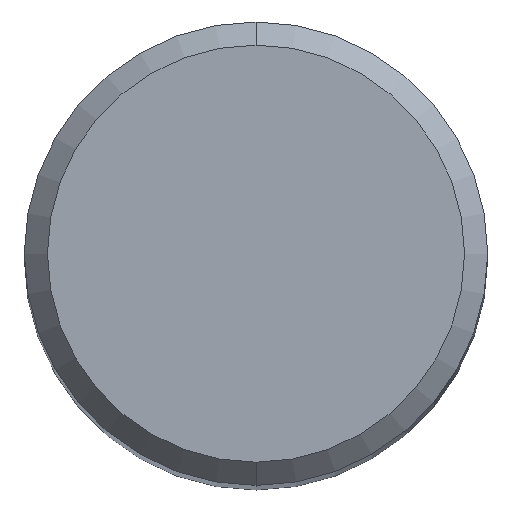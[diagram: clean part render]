
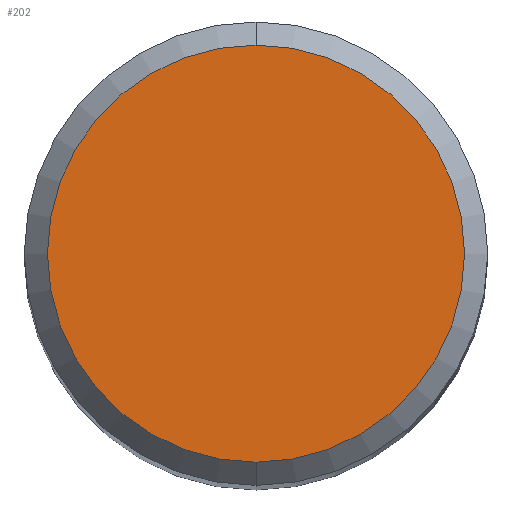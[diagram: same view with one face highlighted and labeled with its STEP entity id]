
A CAD part, top view. The second image highlights one B-rep face of the part: STEP entity #202.
In plain terms, the highlighted planar face has unit normal (0, 0, 1).
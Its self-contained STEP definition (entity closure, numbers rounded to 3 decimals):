
#202=ADVANCED_FACE('',(#507),#508,.T.);
#262=EDGE_CURVE('',#416,#436,#573,.T.);
#394=EDGE_CURVE('',#436,#416,#720,.T.);
#416=VERTEX_POINT('',#743);
#436=VERTEX_POINT('',#766);
#507=FACE_OUTER_BOUND('',#867,.T.);
#508=PLANE('',#868);
#573=CIRCLE('',#1025,4.5);
#720=CIRCLE('',#1351,4.5);
#743=CARTESIAN_POINT('',(0.0,4.5,0.0));
#766=CARTESIAN_POINT('',(0.,-4.5,0.0));
#867=EDGE_LOOP('',(#1506,#1507));
#868=AXIS2_PLACEMENT_3D('',#1508,#1509,#1510);
#1025=AXIS2_PLACEMENT_3D('',#1576,#1577,#1578);
#1351=AXIS2_PLACEMENT_3D('',#1754,#1755,#1756);
#1506=ORIENTED_EDGE('',*,*,#262,.F.);
#1507=ORIENTED_EDGE('',*,*,#394,.F.);
#1508=CARTESIAN_POINT('',(0.0,2.25,0.0));
#1509=DIRECTION('',(-0.0,0.0,1.0));
#1510=DIRECTION('',(0.0,-1.0,0.0));
#1576=CARTESIAN_POINT('',(0.0,0.0,0.0));
#1577=DIRECTION('',(0.0,0.0,-1.0));
#1578=DIRECTION('',(0.0,1.0,0.0));
#1754=CARTESIAN_POINT('',(0.0,0.0,0.0));
#1755=DIRECTION('',(0.0,0.0,-1.0));
#1756=DIRECTION('',(0.0,1.0,0.0));
